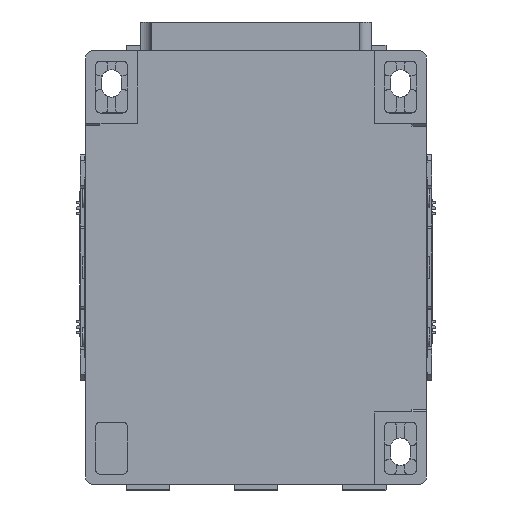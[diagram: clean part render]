
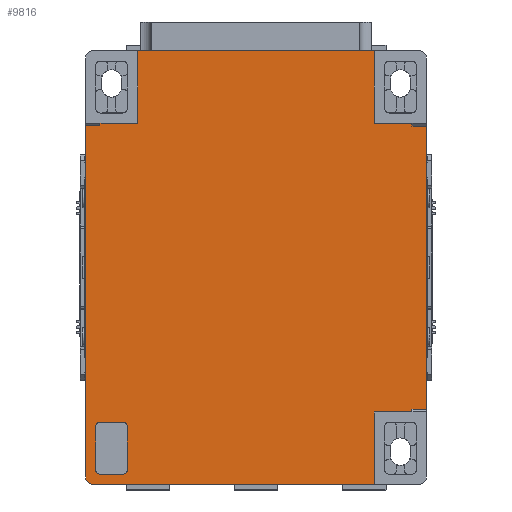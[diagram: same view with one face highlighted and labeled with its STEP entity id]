
A CAD part, front view. The second image highlights one B-rep face of the part: STEP entity #9816.
In plain terms, the highlighted face is planar.
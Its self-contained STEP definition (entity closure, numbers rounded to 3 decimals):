
#988=DIRECTION('',(0.,-1.,0.));
#989=VECTOR('',#988,98.);
#990=CARTESIAN_POINT('',(46.75,104.,-136.8));
#991=LINE('',#990,#989);
#995=DIRECTION('',(0.,-1.,0.));
#996=VECTOR('',#995,1.);
#997=CARTESIAN_POINT('',(41.75,105.,-136.8));
#998=LINE('',#997,#996);
#1002=DIRECTION('',(1.,0.,0.));
#1003=VECTOR('',#1002,13.);
#1004=CARTESIAN_POINT('',(28.75,105.,-136.8));
#1005=LINE('',#1004,#1003);
#1009=DIRECTION('',(1.,0.,0.));
#1010=VECTOR('',#1009,97.5);
#1011=CARTESIAN_POINT('',(-68.75,130.,-136.8));
#1012=LINE('',#1011,#1010);
#1016=CARTESIAN_POINT('',(-68.75,127.5,-136.8));
#1017=DIRECTION('',(0.,0.,-1.));
#1018=DIRECTION('',(-1.,0.,0.));
#1019=AXIS2_PLACEMENT_3D('',#1016,#1017,#1018);
#1024=DIRECTION('',(0.,1.,0.));
#1025=VECTOR('',#1024,121.5);
#1026=CARTESIAN_POINT('',(-71.25,6.,-136.8));
#1027=LINE('',#1026,#1025);
#1031=DIRECTION('',(0.,1.,0.));
#1032=VECTOR('',#1031,1.);
#1033=CARTESIAN_POINT('',(-66.25,5.,-136.8));
#1034=LINE('',#1033,#1032);
#1038=DIRECTION('',(-1.,0.,0.));
#1039=VECTOR('',#1038,13.);
#1040=CARTESIAN_POINT('',(-53.25,5.,-136.8));
#1041=LINE('',#1040,#1039);
#1045=CARTESIAN_POINT('',(-58.35,124.9,-136.8));
#1046=DIRECTION('',(0.,0.,1.));
#1047=DIRECTION('',(1.,0.,0.));
#1048=AXIS2_PLACEMENT_3D('',#1045,#1046,#1047);
#1053=CARTESIAN_POINT('',(-58.35,110.1,-136.8));
#1054=DIRECTION('',(0.,0.,1.));
#1055=DIRECTION('',(0.,-1.,0.));
#1056=AXIS2_PLACEMENT_3D('',#1053,#1054,#1055);
#1061=CARTESIAN_POINT('',(-66.15,110.1,-136.8));
#1062=DIRECTION('',(0.,0.,1.));
#1063=DIRECTION('',(-1.,0.,0.));
#1064=AXIS2_PLACEMENT_3D('',#1061,#1062,#1063);
#1069=CARTESIAN_POINT('',(-66.15,124.9,-136.8));
#1070=DIRECTION('',(0.,0.,1.));
#1071=DIRECTION('',(0.,1.,0.));
#1072=AXIS2_PLACEMENT_3D('',#1069,#1070,#1071);
#1077=DIRECTION('',(1.,0.,0.));
#1078=VECTOR('',#1077,13.);
#1079=CARTESIAN_POINT('',(28.75,5.,-136.8));
#1080=LINE('',#1079,#1078);
#1091=DIRECTION('',(0.,1.,0.));
#1092=VECTOR('',#1091,25.);
#1093=CARTESIAN_POINT('',(28.75,-20.,-136.8));
#1094=LINE('',#1093,#1092);
#1120=DIRECTION('',(1.,0.,0.));
#1121=VECTOR('',#1120,82.);
#1122=CARTESIAN_POINT('',(-53.25,-20.,-136.8));
#1123=LINE('',#1122,#1121);
#4223=DIRECTION('',(0.,-1.,0.));
#4224=VECTOR('',#4223,25.);
#4225=CARTESIAN_POINT('',(-53.25,5.,-136.8));
#4226=LINE('',#4225,#4224);
#4265=DIRECTION('',(1.,0.,0.));
#4266=VECTOR('',#4265,5.);
#4267=CARTESIAN_POINT('',(-71.25,6.,-136.8));
#4268=LINE('',#4267,#4266);
#7121=DIRECTION('',(-1.,0.,0.));
#7122=VECTOR('',#7121,5.);
#7123=CARTESIAN_POINT('',(46.75,104.,-136.8));
#7124=LINE('',#7123,#7122);
#7156=DIRECTION('',(0.,1.,0.));
#7157=VECTOR('',#7156,25.);
#7158=CARTESIAN_POINT('',(28.75,105.,-136.8));
#7159=LINE('',#7158,#7157);
#7170=DIRECTION('',(1.,0.,0.));
#7171=VECTOR('',#7170,5.);
#7172=CARTESIAN_POINT('',(41.75,6.,-136.8));
#7173=LINE('',#7172,#7171);
#7177=DIRECTION('',(0.,1.,0.));
#7178=VECTOR('',#7177,1.);
#7179=CARTESIAN_POINT('',(41.75,5.,-136.8));
#7180=LINE('',#7179,#7178);
#7441=DIRECTION('',(1.,0.,0.));
#7442=VECTOR('',#7441,7.8);
#7443=CARTESIAN_POINT('',(-66.15,126.5,-136.8));
#7444=LINE('',#7443,#7442);
#7522=DIRECTION('',(0.,1.,0.));
#7523=VECTOR('',#7522,14.8);
#7524=CARTESIAN_POINT('',(-67.75,110.1,-136.8));
#7525=LINE('',#7524,#7523);
#7543=DIRECTION('',(-1.,0.,0.));
#7544=VECTOR('',#7543,7.8);
#7545=CARTESIAN_POINT('',(-58.35,108.5,-136.8));
#7546=LINE('',#7545,#7544);
#7564=DIRECTION('',(0.,-1.,0.));
#7565=VECTOR('',#7564,14.8);
#7566=CARTESIAN_POINT('',(-56.75,124.9,-136.8));
#7567=LINE('',#7566,#7565);
#7795=CARTESIAN_POINT('',(-66.25,5.,-136.8));
#7797=VERTEX_POINT('',#7795);
#7799=CARTESIAN_POINT('',(-53.25,5.,-136.8));
#7800=VERTEX_POINT('',#7799);
#7803=CARTESIAN_POINT('',(28.75,5.,-136.8));
#7804=CARTESIAN_POINT('',(41.75,5.,-136.8));
#7805=VERTEX_POINT('',#7803);
#7806=VERTEX_POINT('',#7804);
#7811=CARTESIAN_POINT('',(41.75,105.,-136.8));
#7813=VERTEX_POINT('',#7811);
#7815=CARTESIAN_POINT('',(28.75,105.,-136.8));
#7816=VERTEX_POINT('',#7815);
#8046=CARTESIAN_POINT('',(46.75,6.,-136.8));
#8047=VERTEX_POINT('',#8046);
#8048=CARTESIAN_POINT('',(46.75,104.,-136.8));
#8049=VERTEX_POINT('',#8048);
#8075=CARTESIAN_POINT('',(-68.75,130.,-136.8));
#8076=CARTESIAN_POINT('',(28.75,130.,-136.8));
#8077=VERTEX_POINT('',#8075);
#8078=VERTEX_POINT('',#8076);
#8081=CARTESIAN_POINT('',(-71.25,127.5,-136.8));
#8082=VERTEX_POINT('',#8081);
#8089=CARTESIAN_POINT('',(-71.25,6.,-136.8));
#8090=VERTEX_POINT('',#8089);
#8235=CARTESIAN_POINT('',(28.75,-20.,-136.8));
#8236=VERTEX_POINT('',#8235);
#8237=CARTESIAN_POINT('',(-53.25,-20.,-136.8));
#8238=VERTEX_POINT('',#8237);
#8239=CARTESIAN_POINT('',(-66.25,6.,-136.8));
#8240=VERTEX_POINT('',#8239);
#8241=CARTESIAN_POINT('',(41.75,104.,-136.8));
#8242=VERTEX_POINT('',#8241);
#8243=CARTESIAN_POINT('',(41.75,6.,-136.8));
#8244=VERTEX_POINT('',#8243);
#8245=CARTESIAN_POINT('',(-66.15,126.5,-136.8));
#8246=CARTESIAN_POINT('',(-58.35,126.5,-136.8));
#8247=VERTEX_POINT('',#8245);
#8248=VERTEX_POINT('',#8246);
#8249=CARTESIAN_POINT('',(-67.75,124.9,-136.8));
#8250=VERTEX_POINT('',#8249);
#8251=CARTESIAN_POINT('',(-67.75,110.1,-136.8));
#8252=VERTEX_POINT('',#8251);
#8253=CARTESIAN_POINT('',(-66.15,108.5,-136.8));
#8254=VERTEX_POINT('',#8253);
#8255=CARTESIAN_POINT('',(-58.35,108.5,-136.8));
#8256=VERTEX_POINT('',#8255);
#8257=CARTESIAN_POINT('',(-56.75,110.1,-136.8));
#8258=VERTEX_POINT('',#8257);
#8259=CARTESIAN_POINT('',(-56.75,124.9,-136.8));
#8260=VERTEX_POINT('',#8259);
#9758=CARTESIAN_POINT('',(-73.61,133.,-136.8));
#9759=DIRECTION('',(0.,0.,-1.));
#9760=DIRECTION('',(1.,0.,0.));
#9761=AXIS2_PLACEMENT_3D('',#9758,#9759,#9760);
#9762=PLANE('',#9761);
#9764=ORIENTED_EDGE('',*,*,#9763,.T.);
#9766=ORIENTED_EDGE('',*,*,#9765,.T.);
#9768=ORIENTED_EDGE('',*,*,#9767,.T.);
#9770=ORIENTED_EDGE('',*,*,#9769,.F.);
#9772=ORIENTED_EDGE('',*,*,#9771,.T.);
#9774=ORIENTED_EDGE('',*,*,#9773,.F.);
#9776=ORIENTED_EDGE('',*,*,#9775,.F.);
#9778=ORIENTED_EDGE('',*,*,#9777,.T.);
#9779=ORIENTED_EDGE('',*,*,#9737,.F.);
#9781=ORIENTED_EDGE('',*,*,#9780,.F.);
#9783=ORIENTED_EDGE('',*,*,#9782,.F.);
#9785=ORIENTED_EDGE('',*,*,#9784,.T.);
#9787=ORIENTED_EDGE('',*,*,#9786,.F.);
#9789=ORIENTED_EDGE('',*,*,#9788,.F.);
#9791=ORIENTED_EDGE('',*,*,#9790,.T.);
#9793=ORIENTED_EDGE('',*,*,#9792,.T.);
#9795=ORIENTED_EDGE('',*,*,#9794,.T.);
#9796=EDGE_LOOP('',(#9764,#9766,#9768,#9770,#9772,#9774,#9776,#9778,#9779,#9781,
#9783,#9785,#9787,#9789,#9791,#9793,#9795));
#9797=FACE_OUTER_BOUND('',#9796,.F.);
#9799=ORIENTED_EDGE('',*,*,#9798,.T.);
#9801=ORIENTED_EDGE('',*,*,#9800,.F.);
#9803=ORIENTED_EDGE('',*,*,#9802,.T.);
#9805=ORIENTED_EDGE('',*,*,#9804,.F.);
#9807=ORIENTED_EDGE('',*,*,#9806,.T.);
#9809=ORIENTED_EDGE('',*,*,#9808,.F.);
#9811=ORIENTED_EDGE('',*,*,#9810,.T.);
#9813=ORIENTED_EDGE('',*,*,#9812,.F.);
#9814=EDGE_LOOP('',(#9799,#9801,#9803,#9805,#9807,#9809,#9811,#9813));
#9815=FACE_BOUND('',#9814,.F.);
#1020=CIRCLE('',#1019,2.5);
#1049=CIRCLE('',#1048,1.6);
#1057=CIRCLE('',#1056,1.6);
#1065=CIRCLE('',#1064,1.6);
#1073=CIRCLE('',#1072,1.6);
#9737=EDGE_CURVE('',#8077,#8078,#1012,.T.);
#9763=EDGE_CURVE('',#7805,#7806,#1080,.T.);
#9765=EDGE_CURVE('',#7806,#8244,#7180,.T.);
#9767=EDGE_CURVE('',#8244,#8047,#7173,.T.);
#9769=EDGE_CURVE('',#8049,#8047,#991,.T.);
#9771=EDGE_CURVE('',#8049,#8242,#7124,.T.);
#9773=EDGE_CURVE('',#7813,#8242,#998,.T.);
#9775=EDGE_CURVE('',#7816,#7813,#1005,.T.);
#9777=EDGE_CURVE('',#7816,#8078,#7159,.T.);
#9780=EDGE_CURVE('',#8082,#8077,#1020,.T.);
#9782=EDGE_CURVE('',#8090,#8082,#1027,.T.);
#9784=EDGE_CURVE('',#8090,#8240,#4268,.T.);
#9786=EDGE_CURVE('',#7797,#8240,#1034,.T.);
#9788=EDGE_CURVE('',#7800,#7797,#1041,.T.);
#9790=EDGE_CURVE('',#7800,#8238,#4226,.T.);
#9792=EDGE_CURVE('',#8238,#8236,#1123,.T.);
#9794=EDGE_CURVE('',#8236,#7805,#1094,.T.);
#9798=EDGE_CURVE('',#8247,#8248,#7444,.T.);
#9800=EDGE_CURVE('',#8260,#8248,#1049,.T.);
#9802=EDGE_CURVE('',#8260,#8258,#7567,.T.);
#9804=EDGE_CURVE('',#8256,#8258,#1057,.T.);
#9806=EDGE_CURVE('',#8256,#8254,#7546,.T.);
#9808=EDGE_CURVE('',#8252,#8254,#1065,.T.);
#9810=EDGE_CURVE('',#8252,#8250,#7525,.T.);
#9812=EDGE_CURVE('',#8247,#8250,#1073,.T.);
#9816=ADVANCED_FACE('',(#9797,#9815),#9762,.T.);
